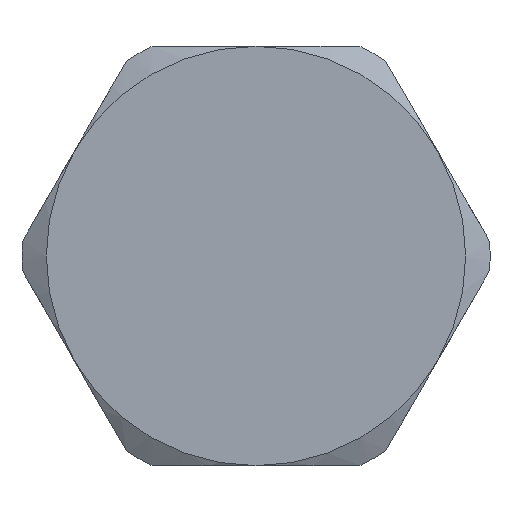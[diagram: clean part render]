
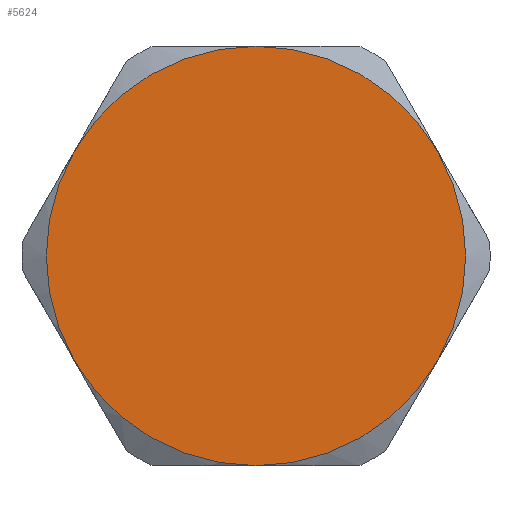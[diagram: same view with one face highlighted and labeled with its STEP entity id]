
A CAD part, left-side view. The second image highlights one B-rep face of the part: STEP entity #5624.
In plain terms, the highlighted planar face has unit normal (-1, 0, 0).
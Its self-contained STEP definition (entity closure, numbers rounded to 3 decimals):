
#760 = DIRECTION ( 'NONE',  ( 0., 0., -1. ) ) ;
#834 = DIRECTION ( 'NONE',  ( 1., 0., 0. ) ) ;
#845 = PLANE ( 'NONE',  #9559 ) ;
#864 = CARTESIAN_POINT ( 'NONE',  ( 0., 0., 0. ) ) ;
#1126 = CIRCLE ( 'NONE', #3095, 11.11 ) ;
#1535 = FACE_OUTER_BOUND ( 'NONE', #7371, .T. ) ;
#1625 = AXIS2_PLACEMENT_3D ( 'NONE', #6255, #6256, #6257 ) ;
#1627 = AXIS2_PLACEMENT_3D ( 'NONE', #6320, #6321, #6322 ) ;
#1631 = AXIS2_PLACEMENT_3D ( 'NONE', #6360, #6361, #6362 ) ;
#1675 = AXIS2_PLACEMENT_3D ( 'NONE', #3487, #3488, #3489 ) ;
#2043 = CIRCLE ( 'NONE', #3019, 11.11 ) ;
#2127 = CIRCLE ( 'NONE', #1625, 11.11 ) ;
#2129 = CIRCLE ( 'NONE', #1627, 11.11 ) ;
#2142 = CIRCLE ( 'NONE', #1631, 11.11 ) ;
#2301 = CIRCLE ( 'NONE', #1675, 11.11 ) ;
#2513 = VERTEX_POINT ( 'NONE', #2910 ) ;
#2524 = VERTEX_POINT ( 'NONE', #3012 ) ;
#2543 = VERTEX_POINT ( 'NONE', #2993 ) ;
#2557 = VERTEX_POINT ( 'NONE', #2975 ) ;
#2576 = VERTEX_POINT ( 'NONE', #2977 ) ;
#2667 = VERTEX_POINT ( 'NONE', #2777 ) ;
#2777 = CARTESIAN_POINT ( 'NONE',  ( 0., 9.622, 5.555 ) ) ;
#2910 = CARTESIAN_POINT ( 'NONE',  ( 0., -9.622, -5.555 ) ) ;
#2975 = CARTESIAN_POINT ( 'NONE',  ( 0., 9.622, -5.555 ) ) ;
#2977 = CARTESIAN_POINT ( 'NONE',  ( 0., -9.622, 5.555 ) ) ;
#2993 = CARTESIAN_POINT ( 'NONE',  ( 0., 0., 11.11 ) ) ;
#3012 = CARTESIAN_POINT ( 'NONE',  ( 0., 0., -11.11 ) ) ;
#3019 = AXIS2_PLACEMENT_3D ( 'NONE', #5918, #5919, #5920 ) ;
#3095 = AXIS2_PLACEMENT_3D ( 'NONE', #4604, #4605, #4606 ) ;
#3487 = CARTESIAN_POINT ( 'NONE',  ( 0., 0., 0. ) ) ;
#3488 = DIRECTION ( 'NONE',  ( -1., 0., 0. ) ) ;
#3489 = DIRECTION ( 'NONE',  ( 0., 0., 1. ) ) ;
#4604 = CARTESIAN_POINT ( 'NONE',  ( 0., 0., 0. ) ) ;
#4605 = DIRECTION ( 'NONE',  ( -1., 0., 0. ) ) ;
#4606 = DIRECTION ( 'NONE',  ( 0., 0., 1. ) ) ;
#5624 = ADVANCED_FACE ( 'NONE', ( #1535 ), #845, .F. ) ;
#5918 = CARTESIAN_POINT ( 'NONE',  ( 0., 0., 0. ) ) ;
#5919 = DIRECTION ( 'NONE',  ( -1., 0., 0. ) ) ;
#5920 = DIRECTION ( 'NONE',  ( 0., 0., 1. ) ) ;
#6255 = CARTESIAN_POINT ( 'NONE',  ( 0., 0., 0. ) ) ;
#6256 = DIRECTION ( 'NONE',  ( -1., 0., 0. ) ) ;
#6257 = DIRECTION ( 'NONE',  ( 0., 0., 1. ) ) ;
#6320 = CARTESIAN_POINT ( 'NONE',  ( 0., 0., 0. ) ) ;
#6321 = DIRECTION ( 'NONE',  ( -1., 0., 0. ) ) ;
#6322 = DIRECTION ( 'NONE',  ( 0., 0., 1. ) ) ;
#6360 = CARTESIAN_POINT ( 'NONE',  ( 0., 0., 0. ) ) ;
#6361 = DIRECTION ( 'NONE',  ( -1., 0., 0. ) ) ;
#6362 = DIRECTION ( 'NONE',  ( 0., 0., 1. ) ) ;
#7310 = ORIENTED_EDGE ( 'NONE', *, *, #8042, .T. ) ;
#7311 = ORIENTED_EDGE ( 'NONE', *, *, #7896, .T. ) ;
#7312 = ORIENTED_EDGE ( 'NONE', *, *, #7911, .T. ) ;
#7315 = ORIENTED_EDGE ( 'NONE', *, *, #7904, .T. ) ;
#7318 = ORIENTED_EDGE ( 'NONE', *, *, #7686, .T. ) ;
#7319 = ORIENTED_EDGE ( 'NONE', *, *, #7825, .T. ) ;
#7371 = EDGE_LOOP ( 'NONE', ( #7310, #7311, #7312, #7315, #7318, #7319 ) ) ;
#7686 = EDGE_CURVE ( 'NONE', #2513, #2576, #1126, .T. ) ;
#7825 = EDGE_CURVE ( 'NONE', #2576, #2543, #2043, .T. ) ;
#7896 = EDGE_CURVE ( 'NONE', #2667, #2557, #2127, .T. ) ;
#7904 = EDGE_CURVE ( 'NONE', #2524, #2513, #2129, .T. ) ;
#7911 = EDGE_CURVE ( 'NONE', #2557, #2524, #2142, .T. ) ;
#8042 = EDGE_CURVE ( 'NONE', #2543, #2667, #2301, .T. ) ;
#9559 = AXIS2_PLACEMENT_3D ( 'NONE', #864, #834, #760 ) ;
